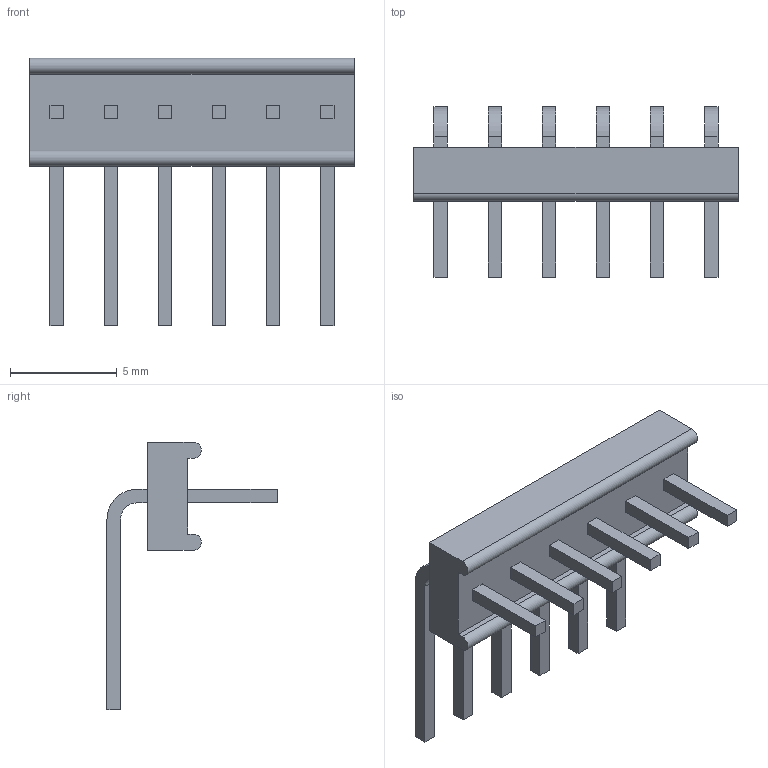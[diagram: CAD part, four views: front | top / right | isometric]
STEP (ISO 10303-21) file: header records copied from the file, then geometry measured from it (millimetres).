
FILE_DESCRIPTION(('FreeCAD Model'),'2;1');
FILE_NAME('Open CASCADE Shape Model','2024-06-29T15:55:35',(''),(''), 'Open CASCADE STEP processor 7.6','FreeCAD','Unknown');
FILE_SCHEMA(('AUTOMOTIVE_DESIGN { 1 0 10303 214 1 1 1 1 }'));
Length unit declared in the file: millimetre
Products named in the file (1): C-0640453-06-3
Bounding box: 15.24 x 7.99 x 12.57 mm (x, y, z)
Volume: 197.4 mm3; surface area: 496.4 mm2
Topology: 1 solids, 1 shells, 94 faces, 240 edges, 160 vertices
Faces by surface type: plane 80, cylinder 14
Entity records: 3494 total; most frequent: CARTESIAN_POINT 495, ORIENTED_EDGE 480, DIRECTION 458, EDGE_CURVE 240, LINE 212, VECTOR 212, VERTEX_POINT 160, AXIS2_PLACEMENT_3D 123
